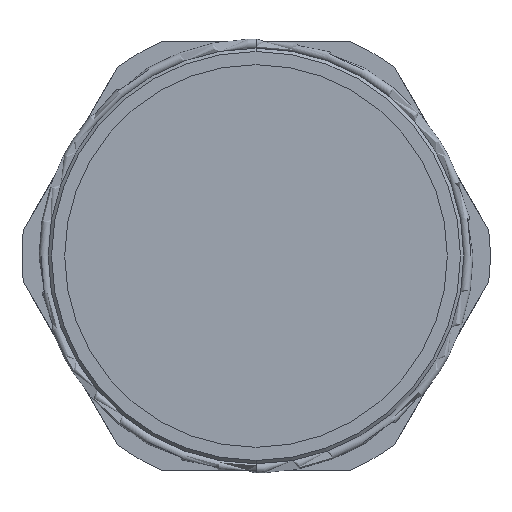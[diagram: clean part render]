
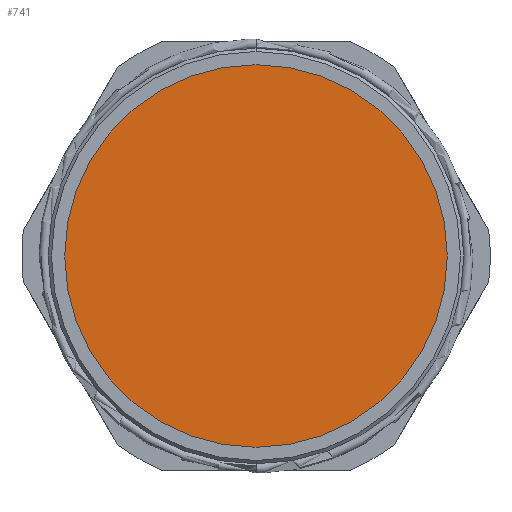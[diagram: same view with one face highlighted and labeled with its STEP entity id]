
A CAD part, front view. The second image highlights one B-rep face of the part: STEP entity #741.
In plain terms, the highlighted planar face has unit normal (0, -1, 0).
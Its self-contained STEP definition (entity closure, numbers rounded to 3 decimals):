
#135 = PLANE ( 'NONE',  #845 ) ;
#136 = CARTESIAN_POINT ( 'NONE',  ( -29., -1.5, 0. ) ) ;
#137 = DIRECTION ( 'NONE',  ( 0., 1., 0. ) ) ;
#138 = DIRECTION ( 'NONE',  ( 0., 0., 1. ) ) ;
#213 = ORIENTED_EDGE ( 'NONE', *, *, #1102, .T. ) ;
#214 = ORIENTED_EDGE ( 'NONE', *, *, #1182, .T. ) ;
#280 = EDGE_LOOP ( 'NONE', ( #214, #213 ) ) ;
#412 = CARTESIAN_POINT ( 'NONE',  ( 0., -1.5, -29. ) ) ;
#413 = CARTESIAN_POINT ( 'NONE',  ( 0., -1.5, 29. ) ) ;
#419 = CARTESIAN_POINT ( 'NONE',  ( 0., -1.5, 0. ) ) ;
#420 = DIRECTION ( 'NONE',  ( 0., -1., 0. ) ) ;
#421 = DIRECTION ( 'NONE',  ( 0., 0., -1. ) ) ;
#609 = CARTESIAN_POINT ( 'NONE',  ( 0., -1.5, 0. ) ) ;
#610 = DIRECTION ( 'NONE',  ( 0., -1., 0. ) ) ;
#611 = DIRECTION ( 'NONE',  ( 0., 0., -1. ) ) ;
#667 = AXIS2_PLACEMENT_3D ( 'NONE', #609, #610, #611 ) ;
#741 = ADVANCED_FACE ( 'NONE', ( #849 ), #135, .F. ) ;
#845 = AXIS2_PLACEMENT_3D ( 'NONE', #136, #137, #138 ) ;
#849 = FACE_OUTER_BOUND ( 'NONE', #280, .T. ) ;
#1090 = VERTEX_POINT ( 'NONE', #412 ) ;
#1091 = VERTEX_POINT ( 'NONE', #413 ) ;
#1102 = EDGE_CURVE ( 'NONE', #1091, #1090, #1213, .T. ) ;
#1182 = EDGE_CURVE ( 'NONE', #1090, #1091, #1242, .T. ) ;
#1213 = CIRCLE ( 'NONE', #1308, 29. ) ;
#1242 = CIRCLE ( 'NONE', #667, 29. ) ;
#1308 = AXIS2_PLACEMENT_3D ( 'NONE', #419, #420, #421 ) ;
